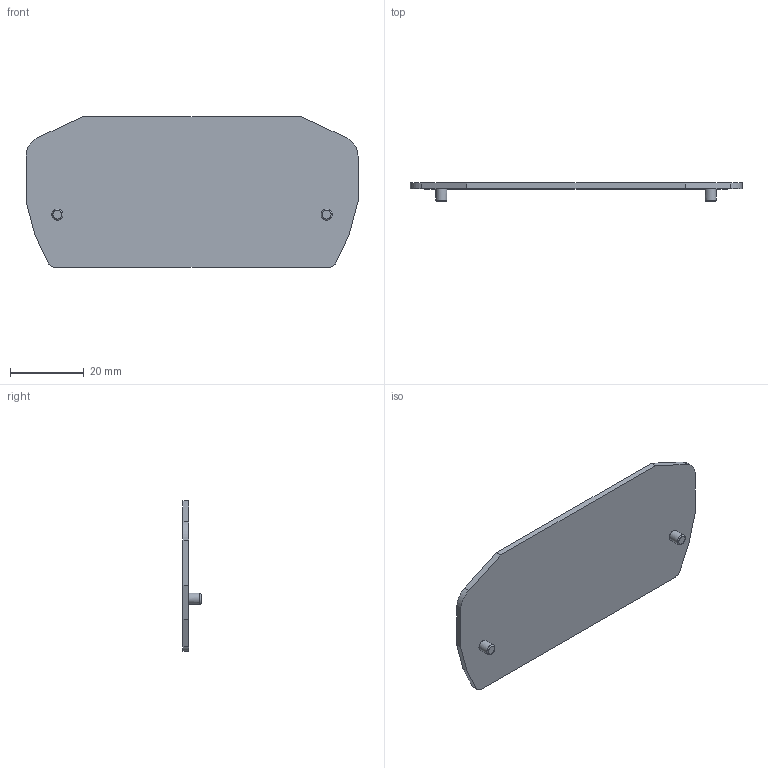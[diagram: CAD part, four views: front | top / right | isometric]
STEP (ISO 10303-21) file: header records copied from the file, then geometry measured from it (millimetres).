
FILE_DESCRIPTION(/* description */ ('Unknown'),/* implementation_level */ '2;1');
FILE_NAME(/* name */ 'S-BKF-10',/* time_stamp */ '2024-11-04T10:25:05-03:00',/* author */ ('Unknown'),/* organization */ ('Unknown'),/* preprocessor_version */ 'ST-DEVELOPER v16.7',/* originating_system */ 'Solid Edge',/* authorisation */ 'Unknown');
FILE_SCHEMA (('AUTOMOTIVE_DESIGN {1 0 10303 214 3 1 1}'));
Length unit declared in the file: millimetre
Products named in the file (1): S-BKF-10
Bounding box: 90 x 4.9 x 40.8 mm (x, y, z)
Volume: 5576.2 mm3; surface area: 7352.5 mm2
Topology: 1 solids, 1 shells, 22 faces, 54 edges, 36 vertices
Faces by surface type: plane 14, cylinder 6, bspline 2
Full cylindrical faces by diameter (mm): 3 x2
Entity records: 768 total; most frequent: CARTESIAN_POINT 247, ORIENTED_EDGE 96, DIRECTION 96, EDGE_CURVE 48, VERTEX_POINT 34, LINE 34, VECTOR 34, AXIS2_PLACEMENT_3D 31
